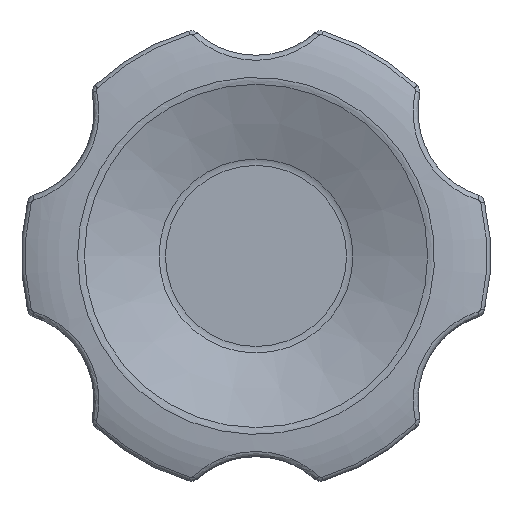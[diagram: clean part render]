
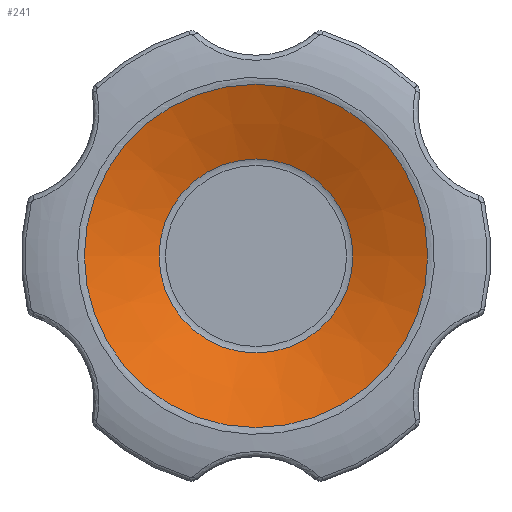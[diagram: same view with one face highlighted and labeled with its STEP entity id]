
A CAD part, top view. The second image highlights one B-rep face of the part: STEP entity #241.
In plain terms, the highlighted conical face has half-angle 68.629 degrees and reference radius 14.9 mm.
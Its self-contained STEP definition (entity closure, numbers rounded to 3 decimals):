
#241 = ADVANCED_FACE( '', ( #516, #517 ), #518, .F. );
#516 = FACE_BOUND( '', #3792, .T. );
#517 = FACE_OUTER_BOUND( '', #3793, .T. );
#518 = CONICAL_SURFACE( '', #3794, 14.9, 1.198 );
#3792 = EDGE_LOOP( '', ( #5799 ) );
#3793 = EDGE_LOOP( '', ( #5800 ) );
#3794 = AXIS2_PLACEMENT_3D( '', #5801, #5802, #5803 );
#5799 = ORIENTED_EDGE( '', *, *, #6244, .T. );
#5800 = ORIENTED_EDGE( '', *, *, #6236, .T. );
#5801 = CARTESIAN_POINT( '', ( 0., 0., 28. ) );
#5802 = DIRECTION( '', ( 0., 0., 1. ) );
#5803 = DIRECTION( '', ( 1., 0., 0. ) );
#6236 = EDGE_CURVE( '', #6623, #6623, #6624, .F. );
#6244 = EDGE_CURVE( '', #6633, #6633, #6634, .F. );
#6623 = VERTEX_POINT( '', #9087 );
#6624 = CIRCLE( '', #9088, 14.628 );
#6633 = VERTEX_POINT( '', #9117 );
#6634 = CIRCLE( '', #9118, 8.264 );
#9087 = CARTESIAN_POINT( '', ( -14.628, 0., 27.894 ) );
#9088 = AXIS2_PLACEMENT_3D( '', #9785, #9786, #9787 );
#9117 = CARTESIAN_POINT( '', ( 8.264, 0., 25.403 ) );
#9118 = AXIS2_PLACEMENT_3D( '', #9797, #9798, #9799 );
#9785 = CARTESIAN_POINT( '', ( 0., 0., 27.894 ) );
#9786 = DIRECTION( '', ( 0., 0., -1. ) );
#9787 = DIRECTION( '', ( -1., 0., 0. ) );
#9797 = CARTESIAN_POINT( '', ( 0., 0., 25.403 ) );
#9798 = DIRECTION( '', ( 0., 0., 1. ) );
#9799 = DIRECTION( '', ( 1., 0., 0. ) );
